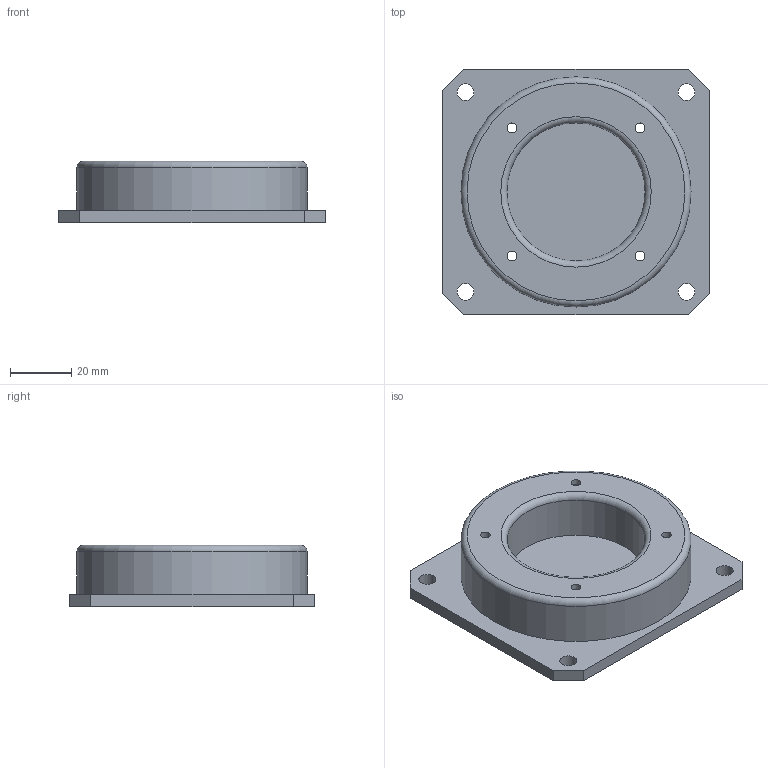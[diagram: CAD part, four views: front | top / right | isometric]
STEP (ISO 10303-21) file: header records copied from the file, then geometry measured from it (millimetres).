
FILE_DESCRIPTION(/* description */ (''),/* implementation_level */ '2;1');
FILE_NAME(/* name */ 'Lidar_Base v3.step',/* time_stamp */ '2023-12-10T16:42:00Z',/* author */ (''),/* organization */ (''),/* preprocessor_version */ 'ST-DEVELOPER v20',/* originating_system */ 'Autodesk Translation Framework v12.14.0.127',/* authorisation */ '');
FILE_SCHEMA (('AUTOMOTIVE_DESIGN { 1 0 10303 214 3 1 1 }'));
Length unit declared in the file: millimetre
Products named in the file (1): Lidar_Base
Bounding box: 87 x 80 x 20 mm (x, y, z)
Volume: 69484.6 mm3; surface area: 22232.7 mm2
Topology: 1 solids, 1 shells, 36 faces, 79 edges, 51 vertices
Faces by surface type: plane 16, cylinder 14, cone 4, torus 2
Full cylindrical faces by diameter (mm): 3.2 x4, 5.5 x4, 6.5 x4, 45 x1, 75 x1
Entity records: 1065 total; most frequent: DIRECTION 190, CARTESIAN_POINT 167, ORIENTED_EDGE 158, EDGE_CURVE 79, AXIS2_PLACEMENT_3D 74, EDGE_LOOP 58, VERTEX_POINT 51, LINE 42
